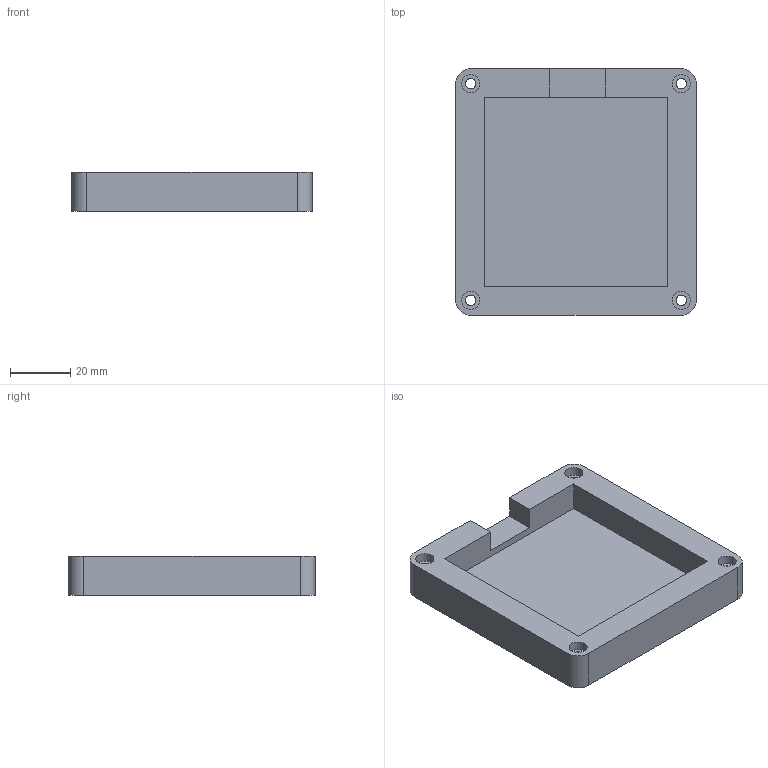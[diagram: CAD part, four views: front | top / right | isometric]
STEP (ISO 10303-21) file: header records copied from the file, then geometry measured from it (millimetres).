
FILE_DESCRIPTION(/* description */ (''),/* implementation_level */ '2;1');
FILE_NAME(/* name */ 'Skyboard.step',/* time_stamp */ '2026-01-17T14:56:44+01:00',/* author */ (''),/* organization */ (''),/* preprocessor_version */ 'ST-DEVELOPER v20.1',/* originating_system */ 'Autodesk Translation Framework v14.21.0.0',/* authorisation */ '');
FILE_SCHEMA (('AUTOMOTIVE_DESIGN { 1 0 10303 214 3 1 1 }'));
Length unit declared in the file: millimetre
Products named in the file (2): 2026-01-17-13-10-21-811; 2026-01-17-13-13-00-235
Assembly tree (1 placements, depth 2):
  2026-01-17-13-10-21-811
    2026-01-17-13-13-00-235
Bounding box: 80 x 82 x 13.2 mm (x, y, z)
Volume: 44544.4 mm3; surface area: 20120.8 mm2
Topology: 1 solids, 1 shells, 230 faces, 633 edges, 422 vertices
Faces by surface type: bspline 142, plane 76, cylinder 12
Full cylindrical faces by diameter (mm): 3.4 x4, 6 x4
Entity records: 8670 total; most frequent: CARTESIAN_POINT 3702, ORIENTED_EDGE 1266, EDGE_CURVE 633, DIRECTION 555, VERTEX_POINT 422, LINE 325, VECTOR 325, B_SPLINE_CURVE_WITH_KNOTS 284
